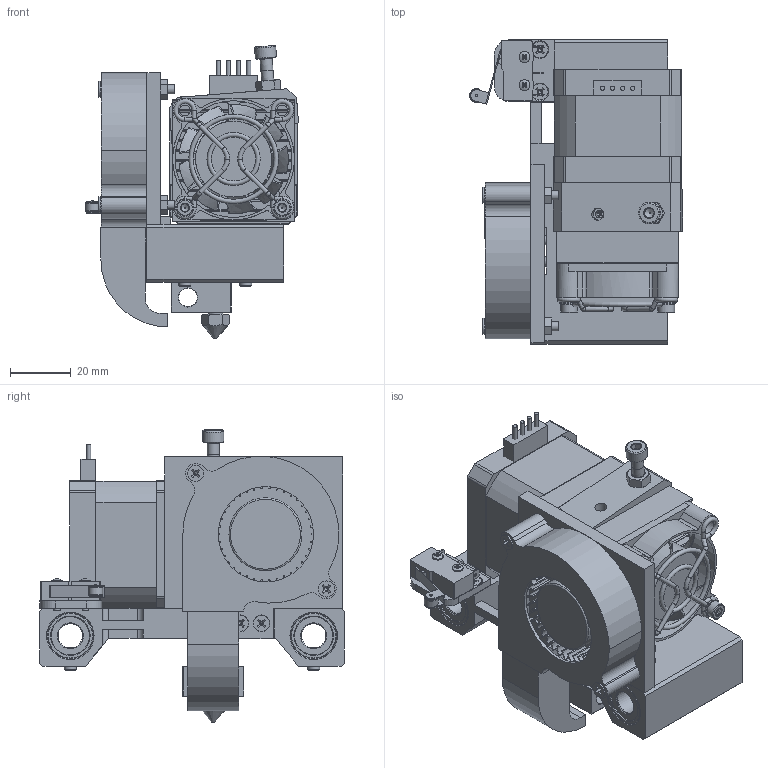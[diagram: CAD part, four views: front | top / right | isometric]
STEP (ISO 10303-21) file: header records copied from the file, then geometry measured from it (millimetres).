
FILE_DESCRIPTION(('FreeCAD Model'),'2;1');
FILE_NAME('printhead_assembled.step','2020-08-10T09:19:33' ,('Author'),(''),'Open CASCADE STEP processor 7.3','FreeCAD','Unknown' );
FILE_SCHEMA(('CONFIG_CONTROL_DESIGN','SHAPE_APPEARANCE_LAYER_MIM'));
Length unit declared in the file: millimetre
Products named in the file (39): A3/A6_Printhead; carrier; AluSled; EndSwitch_X-Holder; LM8LUU_002; LM8LUU_001; micro_switch_5A_125V_250V_~_10T85u_001; M3x6-Screw_001; M2x10-Screw_001; M3x6-Screw_002; M2x10-Screw; M4x4_grub-Screw_001; M4x4_grub-Screw_002; M4x4_grub-Screw_003; M4x4_grub-Screw_004; extruder; Extruder_MK8; Nema17_38mm_001; hotend; TeflonThroatTube_40mm; Nozzle_0.4mm; AluHeaterBlock; HeatSink; 4010_DC-Fan_001; FanGrill; M3x44-Screw_001; M3x44-Screw_002; M3-Washer_002; M3-Washer_001; part-cooling; 5015_CentrifugalFan; 5015_air-blower_holder; FanDuct; M3x25-Screw_001; M3x10-Screw_001; M3x10-Screw_002; M3x25-Screw_002; M3-Nut_001; M3-Nut_002
Assembly tree (38 placements, depth 3):
  A3/A6_Printhead
    carrier
      AluSled
      EndSwitch_X-Holder
      LM8LUU_002
      LM8LUU_001
      micro_switch_5A_125V_250V_~_10T85u_001
      M3x6-Screw_001
      M2x10-Screw_001
      M3x6-Screw_002
      M2x10-Screw
      M4x4_grub-Screw_001
      M4x4_grub-Screw_002
      M4x4_grub-Screw_003
      M4x4_grub-Screw_004
    extruder
      Extruder_MK8
      Nema17_38mm_001
    hotend
      TeflonThroatTube_40mm
      Nozzle_0.4mm
      AluHeaterBlock
      HeatSink
      4010_DC-Fan_001
      FanGrill
      M3x44-Screw_001
      M3x44-Screw_002
      M3-Washer_002
      M3-Washer_001
    part-cooling
      5015_CentrifugalFan
      5015_air-blower_holder
      FanDuct
      M3x25-Screw_001
      M3x10-Screw_001
      M3x10-Screw_002
      M3x25-Screw_002
      M3-Nut_001
      M3-Nut_002
Bounding box: 70.06 x 100 x 96.34 mm (x, y, z)
Volume: 209430 mm3; surface area: 121755 mm2
Topology: 58 solids, 59 shells, 1815 faces, 4372 edges, 2698 vertices
Faces by surface type: plane 802, cylinder 492, cone 426, bspline 37, torus 19, revolution 18, sphere 17, extrusion 4
Full cylindrical faces by diameter (mm): 0.4 x1, 0.8 x1, 0.84 x3, 1 x3, 1.4 x4, 1.5 x12, 1.75 x1, 1.8 x3, 2 x4, 2.35 x2, 2.459 x2, 2.5 x6, 2.56 x2, 3 x9, 3.2 x2, 3.242 x1, 3.3 x6, 3.4 x3, 3.5 x8, 3.6 x4, 3.95 x1, 4 x13, 4.4 x2, 4.6 x1, 4.8 x1, 5 x6, 5.3 x6, 5.5 x3, 6 x7, 6.1 x1
Entity records: 68665 total; most frequent: CARTESIAN_POINT 15298, DIRECTION 10078, ORIENTED_EDGE 8690, EDGE_CURVE 4345, AXIS2_PLACEMENT_3D 4037, VERTEX_POINT 2696, FACE_BOUND 2045, EDGE_LOOP 2045
